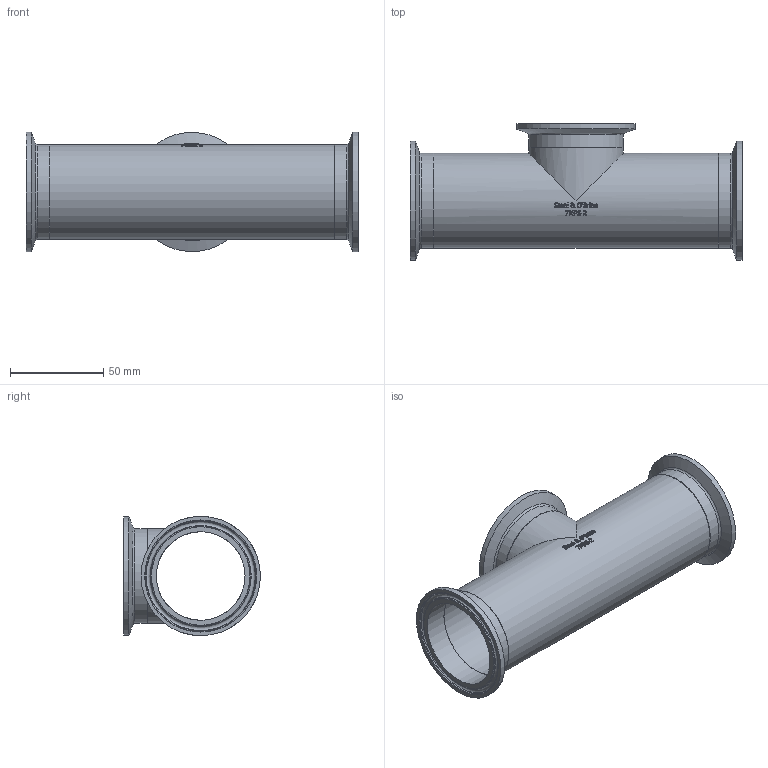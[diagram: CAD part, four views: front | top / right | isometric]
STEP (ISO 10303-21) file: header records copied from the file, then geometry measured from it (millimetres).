
FILE_DESCRIPTION(/* description */ (''),/* implementation_level */ '2;1');
FILE_NAME(/* name */ '7MPS-2.stp',/* time_stamp */ '2019-02-01T15:14:08-05:00',/* author */ ('rick'),/* organization */ (''),/* preprocessor_version */ 'ST-DEVELOPER v15.2',/* originating_system */ 'Autodesk Inventor 2014',/* authorisation */ '');
FILE_SCHEMA (('AUTOMOTIVE_DESIGN { 1 0 10303 214 3 1 1 }'));
Length unit declared in the file: inch
Products named in the file (1): 7MPS-2
Bounding box: 177.8 x 73.23 x 63.91 mm (x, y, z)
Volume: 60230.6 mm3; surface area: 66222.9 mm2
Topology: 1 solids, 1 shells, 357 faces, 930 edges, 612 vertices
Faces by surface type: bspline 154, plane 134, cylinder 42, torus 18, cone 9
Full cylindrical faces by diameter (mm): 47.498 x5, 50.8 x5, 63.906 x3
Entity records: 13644 total; most frequent: CARTESIAN_POINT 5850, ORIENTED_EDGE 1766, DIRECTION 1164, EDGE_CURVE 883, VERTEX_POINT 607, EDGE_LOOP 440, LINE 394, VECTOR 394
